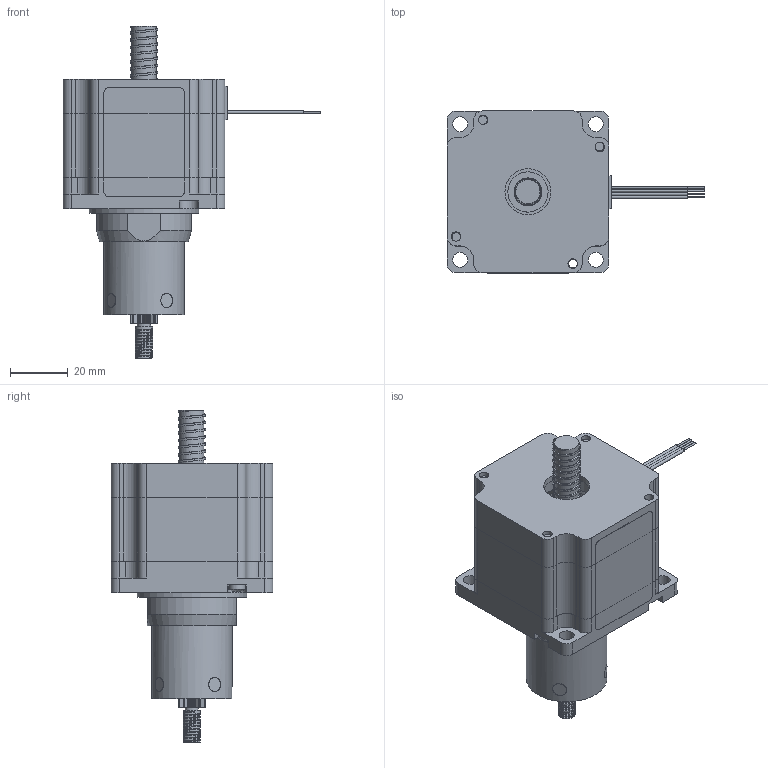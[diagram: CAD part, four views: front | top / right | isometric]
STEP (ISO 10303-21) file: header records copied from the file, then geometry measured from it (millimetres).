
FILE_DESCRIPTION(/* description */ (''),/* implementation_level */ '2;1');
FILE_NAME(/* name */ '23K2130L4-100SMSN-CW.stp',/* time_stamp */ '2019-10-09T10:37:45+08:00',/* author */ ('Administrator'),/* organization */ (''),/* preprocessor_version */ 'ST-DEVELOPER v16.1',/* originating_system */ 'Autodesk Inventor 2016',/* authorisation */ '');
FILE_SCHEMA (('AUTOMOTIVE_DESIGN { 1 0 10303 214 3 1 1 }'));
Products named in the file (21): 02-025(23H2047); 12-020-1(23H2047); 15-001-037(23H2047）; 12-008(4线护线套); 09-009-1(红); 09-009-2(红白); 09-009-3(绿); 09-009-4(绿白); 02-026-3(3A); 01-011(前盖); 23E=后盖; 06-342; 23K滑轨; 23K滑轨注塑; 06-603-3; 57花键轴; 丝杆; 10-082; 57单厚标签; 11-009(M3x41); 23K2130L4-100SMSN-CW
Assembly tree (23 placements, depth 3):
  23K2130L4-100SMSN-CW
    02-026-3(3A)
      02-025(23H2047)
      12-020-1(23H2047)  x2
      15-001-037(23H2047）
      12-008(4线护线套)
      09-009-1(红)
      09-009-2(红白)
      09-009-3(绿)
      09-009-4(绿白)
    01-011(前盖)
    11-009(M3x41)  x3
    23E=后盖
    06-342
    06-603-3
      23K滑轨
      23K滑轨注塑
    57花键轴
    丝杆
    10-082
    57单厚标签
Bounding box: 89.6 x 56.3 x 115.4 mm (x, y, z)
Volume: 80565.6 mm3; surface area: 91487.4 mm2
Topology: 32 solids, 43 shells, 1976 faces, 5614 edges, 3713 vertices
Faces by surface type: cylinder 1057, plane 889, torus 16, sphere 6, bspline 6, cone 2
Full cylindrical faces by diameter (mm): 0.6 x4, 1 x18, 2 x4, 3 x5, 3.1 x4, 3.3 x12, 4.166 x1, 4.573 x1, 5 x8, 5.2 x4, 5.6 x3, 6 x12, 7 x2, 8.428 x1, 14 x1, 16 x1, 22 x5, 25 x2, 26 x1, 28 x10, 29 x1, 34.82 x2, 35.5 x2, 38.1 x1, 49.94 x2, 51 x2
Entity records: 57833 total; most frequent: CARTESIAN_POINT 16090, DIRECTION 9206, ORIENTED_EDGE 8370, EDGE_CURVE 4191, AXIS2_PLACEMENT_3D 3473, VERTEX_POINT 2826, LINE 2260, VECTOR 2260
